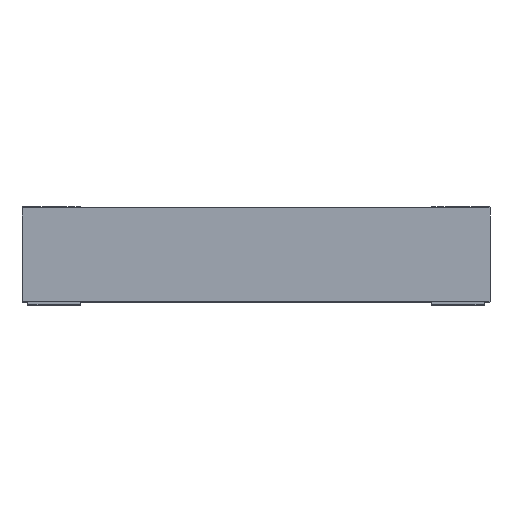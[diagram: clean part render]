
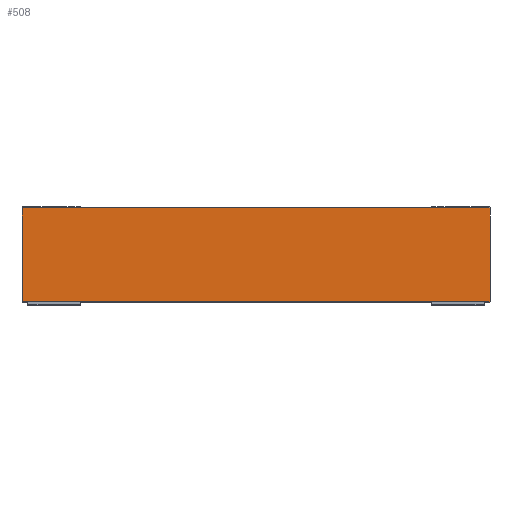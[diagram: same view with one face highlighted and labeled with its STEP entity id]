
A CAD part, top view. The second image highlights one B-rep face of the part: STEP entity #508.
In plain terms, the highlighted planar face has unit normal (0, 0, 1).
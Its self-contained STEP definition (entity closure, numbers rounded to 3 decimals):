
#34 = CARTESIAN_POINT ( 'NONE',  ( -3.99, -1.6, 2.72 ) ) ;
#35 = DIRECTION ( 'NONE',  ( 0., 1., 0. ) ) ;
#38 = CARTESIAN_POINT ( 'NONE',  ( 3.99, -1.6, 2.72 ) ) ;
#57 = VECTOR ( 'NONE', #305, 1000. ) ;
#104 = CARTESIAN_POINT ( 'NONE',  ( -3.99, -1.6, 2.72 ) ) ;
#199 = LINE ( 'NONE', #261, #616 ) ;
#204 = VERTEX_POINT ( 'NONE', #34 ) ;
#232 = LINE ( 'NONE', #38, #57 ) ;
#261 = CARTESIAN_POINT ( 'NONE',  ( -3.99, 0., 2.72 ) ) ;
#300 = CARTESIAN_POINT ( 'NONE',  ( -3.99, -1.6, 2.72 ) ) ;
#305 = DIRECTION ( 'NONE',  ( 0., 1., 0. ) ) ;
#307 = LINE ( 'NONE', #631, #634 ) ;
#322 = CARTESIAN_POINT ( 'NONE',  ( -3.99, 0., 2.72 ) ) ;
#332 = EDGE_CURVE ( 'NONE', #592, #460, #199, .T. ) ;
#393 = EDGE_CURVE ( 'NONE', #466, #460, #232, .T. ) ;
#423 = CARTESIAN_POINT ( 'NONE',  ( 3.99, 0., 2.72 ) ) ;
#424 = ORIENTED_EDGE ( 'NONE', *, *, #332, .F. ) ;
#434 = DIRECTION ( 'NONE',  ( 1., 0., 0. ) ) ;
#460 = VERTEX_POINT ( 'NONE', #423 ) ;
#466 = VERTEX_POINT ( 'NONE', #792 ) ;
#480 = EDGE_CURVE ( 'NONE', #204, #592, #848, .T. ) ;
#502 = PLANE ( 'NONE',  #545 ) ;
#503 = ORIENTED_EDGE ( 'NONE', *, *, #480, .F. ) ;
#504 = DIRECTION ( 'NONE',  ( 1., 0., 0. ) ) ;
#508 = ADVANCED_FACE ( 'NONE', ( #724 ), #502, .T. ) ;
#531 = VECTOR ( 'NONE', #35, 1000. ) ;
#545 = AXIS2_PLACEMENT_3D ( 'NONE', #300, #844, #434 ) ;
#592 = VERTEX_POINT ( 'NONE', #322 ) ;
#616 = VECTOR ( 'NONE', #794, 1000. ) ;
#619 = ORIENTED_EDGE ( 'NONE', *, *, #851, .T. ) ;
#628 = ORIENTED_EDGE ( 'NONE', *, *, #393, .T. ) ;
#631 = CARTESIAN_POINT ( 'NONE',  ( -3.99, -1.6, 2.72 ) ) ;
#634 = VECTOR ( 'NONE', #504, 1000. ) ;
#639 = EDGE_LOOP ( 'NONE', ( #424, #503, #619, #628 ) ) ;
#724 = FACE_OUTER_BOUND ( 'NONE', #639, .T. ) ;
#792 = CARTESIAN_POINT ( 'NONE',  ( 3.99, -1.6, 2.72 ) ) ;
#794 = DIRECTION ( 'NONE',  ( 1., 0., 0. ) ) ;
#844 = DIRECTION ( 'NONE',  ( 0., 0., 1. ) ) ;
#848 = LINE ( 'NONE', #104, #531 ) ;
#851 = EDGE_CURVE ( 'NONE', #204, #466, #307, .T. ) ;
